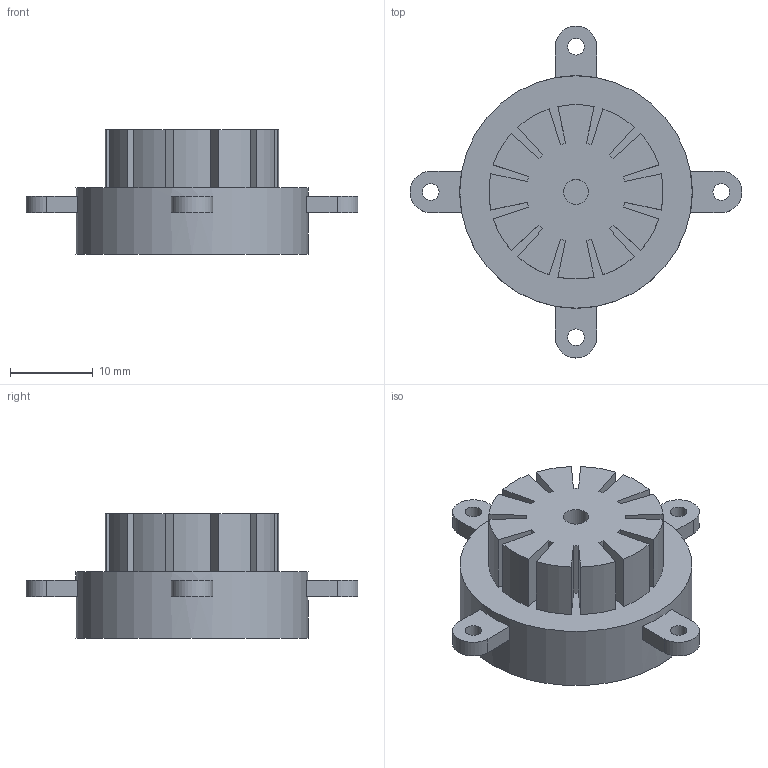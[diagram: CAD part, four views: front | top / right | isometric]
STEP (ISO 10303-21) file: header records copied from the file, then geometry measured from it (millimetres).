
FILE_DESCRIPTION(/* description */ (''),/* implementation_level */ '2;1');
FILE_NAME(/* name */ 'Behindmotor_stator_ipt_5abb4bf0.STEP',/* time_stamp */ '2020-09-04T09:10:53+08:00',/* author */ ('Lvzongyang'),/* organization */ (''),/* preprocessor_version */ 'ST-DEVELOPER v15.6',/* originating_system */ 'Autodesk Inventor 2015',/* authorisation */ '');
FILE_SCHEMA (('AUTOMOTIVE_DESIGN { 1 0 10303 214 3 1 1 }'));
Length unit declared in the file: millimetre
Products named in the file (1): Behindmotor_stator
Bounding box: 40 x 40 x 15 mm (x, y, z)
Volume: 7156.8 mm3; surface area: 3527.2 mm2
Topology: 1 solids, 1 shells, 78 faces, 213 edges, 142 vertices
Faces by surface type: plane 44, cylinder 34
Full cylindrical faces by diameter (mm): 2 x4, 3 x1, 28 x1
Entity records: 2480 total; most frequent: DIRECTION 438, CARTESIAN_POINT 423, ORIENTED_EDGE 408, EDGE_CURVE 204, AXIS2_PLACEMENT_3D 155, VERTEX_POINT 140, LINE 128, VECTOR 128
